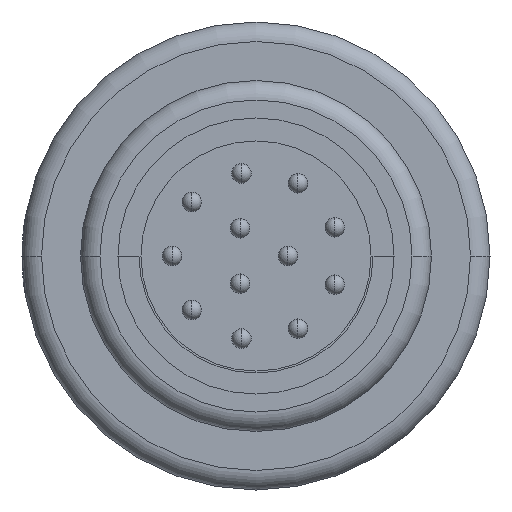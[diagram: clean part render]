
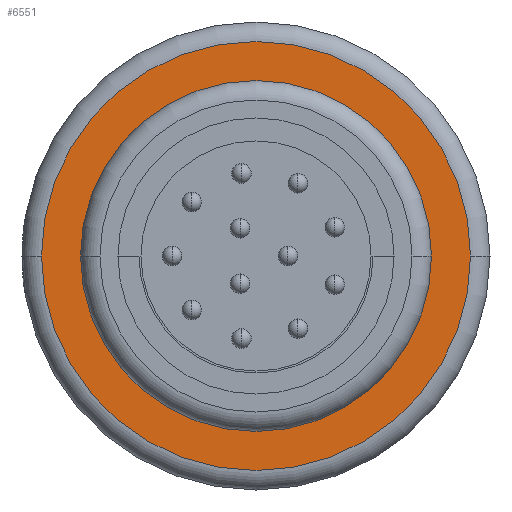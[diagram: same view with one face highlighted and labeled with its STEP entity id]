
A CAD part, left-side view. The second image highlights one B-rep face of the part: STEP entity #6551.
In plain terms, the highlighted planar face has unit normal (-1, 0, 0).
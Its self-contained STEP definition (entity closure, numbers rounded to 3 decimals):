
#1291=CARTESIAN_POINT('',(-2.4,0.,0.));
#1292=DIRECTION('',(-1.,0.,0.));
#1293=DIRECTION('',(0.,-1.,0.));
#1294=AXIS2_PLACEMENT_3D('',#1291,#1292,#1293);
#1299=CARTESIAN_POINT('',(-2.4,0.,0.));
#1300=DIRECTION('',(-1.,0.,0.));
#1301=DIRECTION('',(0.,1.,0.));
#1302=AXIS2_PLACEMENT_3D('',#1299,#1300,#1301);
#1315=CARTESIAN_POINT('',(-2.4,0.,0.));
#1316=DIRECTION('',(1.,0.,0.));
#1317=DIRECTION('',(0.,1.,0.));
#1318=AXIS2_PLACEMENT_3D('',#1315,#1316,#1317);
#2278=CARTESIAN_POINT('',(-2.4,0.,0.));
#2279=DIRECTION('',(-1.,0.,0.));
#2280=DIRECTION('',(0.,1.,0.));
#2281=AXIS2_PLACEMENT_3D('',#2278,#2279,#2280);
#4992=CARTESIAN_POINT('',(-2.4,4.5,0.));
#4993=CARTESIAN_POINT('',(-2.4,-4.5,0.));
#4994=VERTEX_POINT('',#4992);
#4995=VERTEX_POINT('',#4993);
#5056=CARTESIAN_POINT('',(-2.4,-5.5,0.));
#5057=CARTESIAN_POINT('',(-2.4,5.5,0.));
#5058=VERTEX_POINT('',#5056);
#5059=VERTEX_POINT('',#5057);
#6535=CARTESIAN_POINT('',(-2.4,0.,0.));
#6536=DIRECTION('',(1.,0.,0.));
#6537=DIRECTION('',(0.,-1.,0.));
#6538=AXIS2_PLACEMENT_3D('',#6535,#6536,#6537);
#6539=PLANE('',#6538);
#6541=ORIENTED_EDGE('',*,*,#6540,.F.);
#6542=ORIENTED_EDGE('',*,*,#6525,.F.);
#6543=EDGE_LOOP('',(#6541,#6542));
#6544=FACE_OUTER_BOUND('',#6543,.F.);
#6546=ORIENTED_EDGE('',*,*,#6545,.F.);
#6548=ORIENTED_EDGE('',*,*,#6547,.T.);
#6549=EDGE_LOOP('',(#6546,#6548));
#6550=FACE_BOUND('',#6549,.F.);
#1295=CIRCLE('',#1294,5.5);
#1303=CIRCLE('',#1302,5.5);
#1319=CIRCLE('',#1318,4.5);
#2282=CIRCLE('',#2281,4.5);
#6525=EDGE_CURVE('',#5059,#5058,#1303,.T.);
#6540=EDGE_CURVE('',#5058,#5059,#1295,.T.);
#6545=EDGE_CURVE('',#4994,#4995,#1319,.T.);
#6547=EDGE_CURVE('',#4994,#4995,#2282,.T.);
#6551=ADVANCED_FACE('',(#6544,#6550),#6539,.F.);
